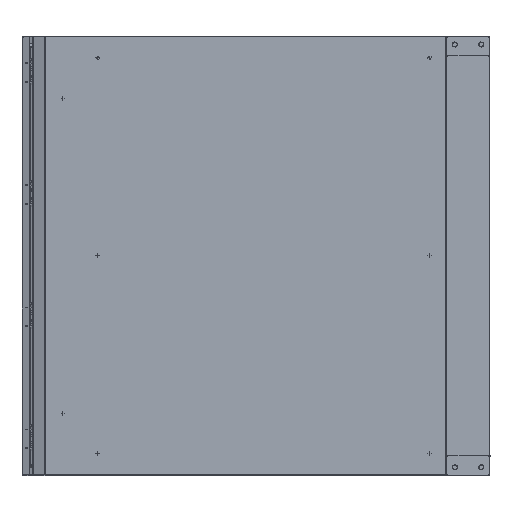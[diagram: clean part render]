
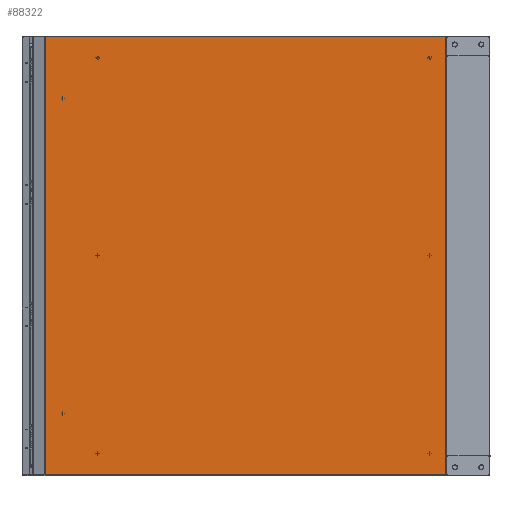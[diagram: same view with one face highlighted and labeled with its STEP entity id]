
A CAD part, left-side view. The second image highlights one B-rep face of the part: STEP entity #88322.
In plain terms, the highlighted planar face has unit normal (-1, 0, 0).
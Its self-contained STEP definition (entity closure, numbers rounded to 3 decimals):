
#10293=FACE_OUTER_BOUND('',#15655,.T.);
#15655=EDGE_LOOP('',(#56323,#56324,#56325,#56326,#56327,#56328,#56329,#56330));
#23643=LINE('',#126691,#30043);
#23644=LINE('',#126693,#30044);
#23645=LINE('',#126695,#30045);
#23646=LINE('',#126697,#30046);
#23647=LINE('',#126699,#30047);
#23648=LINE('',#126701,#30048);
#23649=LINE('',#126703,#30049);
#23650=LINE('',#126704,#30050);
#30043=VECTOR('',#102722,10.);
#30044=VECTOR('',#102723,10.);
#30045=VECTOR('',#102724,10.);
#30046=VECTOR('',#102725,0.929);
#30047=VECTOR('',#102726,910.811);
#30048=VECTOR('',#102727,996.859);
#30049=VECTOR('',#102728,910.811);
#30050=VECTOR('',#102729,0.929);
#36466=VERTEX_POINT('',#126689);
#36467=VERTEX_POINT('',#126690);
#36468=VERTEX_POINT('',#126692);
#36469=VERTEX_POINT('',#126694);
#36470=VERTEX_POINT('',#126696);
#36471=VERTEX_POINT('',#126698);
#36472=VERTEX_POINT('',#126700);
#36473=VERTEX_POINT('',#126702);
#44775=EDGE_CURVE('',#36466,#36467,#23643,.T.);
#44776=EDGE_CURVE('',#36468,#36467,#23644,.T.);
#44777=EDGE_CURVE('',#36469,#36468,#23645,.T.);
#44778=EDGE_CURVE('',#36469,#36470,#23646,.T.);
#44779=EDGE_CURVE('',#36471,#36470,#23647,.T.);
#44780=EDGE_CURVE('',#36472,#36471,#23648,.T.);
#44781=EDGE_CURVE('',#36473,#36472,#23649,.T.);
#44782=EDGE_CURVE('',#36466,#36473,#23650,.T.);
#56323=ORIENTED_EDGE('',*,*,#44775,.T.);
#56324=ORIENTED_EDGE('',*,*,#44776,.F.);
#56325=ORIENTED_EDGE('',*,*,#44777,.F.);
#56326=ORIENTED_EDGE('',*,*,#44778,.T.);
#56327=ORIENTED_EDGE('',*,*,#44779,.F.);
#56328=ORIENTED_EDGE('',*,*,#44780,.F.);
#56329=ORIENTED_EDGE('',*,*,#44781,.F.);
#56330=ORIENTED_EDGE('',*,*,#44782,.F.);
#79341=PLANE('',#94091);
#88322=ADVANCED_FACE('',(#10293),#79341,.F.);
#94091=AXIS2_PLACEMENT_3D('',#126688,#102720,#102721);
#102720=DIRECTION('center_axis',(1.,0.,0.));
#102721=DIRECTION('ref_axis',(0.,1.,0.));
#102722=DIRECTION('',(0.,1.,0.));
#102723=DIRECTION('',(0.,0.,1.));
#102724=DIRECTION('',(0.,1.,0.));
#102725=DIRECTION('',(0.,0.,-1.));
#102726=DIRECTION('',(0.,1.,0.));
#102727=DIRECTION('',(0.,0.,-1.));
#102728=DIRECTION('',(0.,-1.,0.));
#102729=DIRECTION('',(0.,0.,1.));
#126688=CARTESIAN_POINT('Origin',(0.,-465.295,
0.));
#126689=CARTESIAN_POINT('',(0.,444.866,497.5));
#126690=CARTESIAN_POINT('',(0.,445.307,497.5));
#126691=CARTESIAN_POINT('',(0.,-10.033,497.5));
#126692=CARTESIAN_POINT('',(0.,445.307,-497.5));
#126693=CARTESIAN_POINT('',(0.,445.307,0.));
#126694=CARTESIAN_POINT('',(0.,444.866,-497.5));
#126695=CARTESIAN_POINT('',(0.,-10.215,-497.5));
#126696=CARTESIAN_POINT('',(0.,444.866,-498.429));
#126697=CARTESIAN_POINT('',(0.,444.866,-497.16));
#126698=CARTESIAN_POINT('',(0.,-465.945,-498.429));
#126699=CARTESIAN_POINT('',(0.,-237.267,-498.429));
#126700=CARTESIAN_POINT('',(0.,-465.945,498.429));
#126701=CARTESIAN_POINT('',(0.,-465.945,498.429));
#126702=CARTESIAN_POINT('',(0.,444.866,498.429));
#126703=CARTESIAN_POINT('',(0.,-464.645,498.429));
#126704=CARTESIAN_POINT('',(0.,444.866,497.16));
